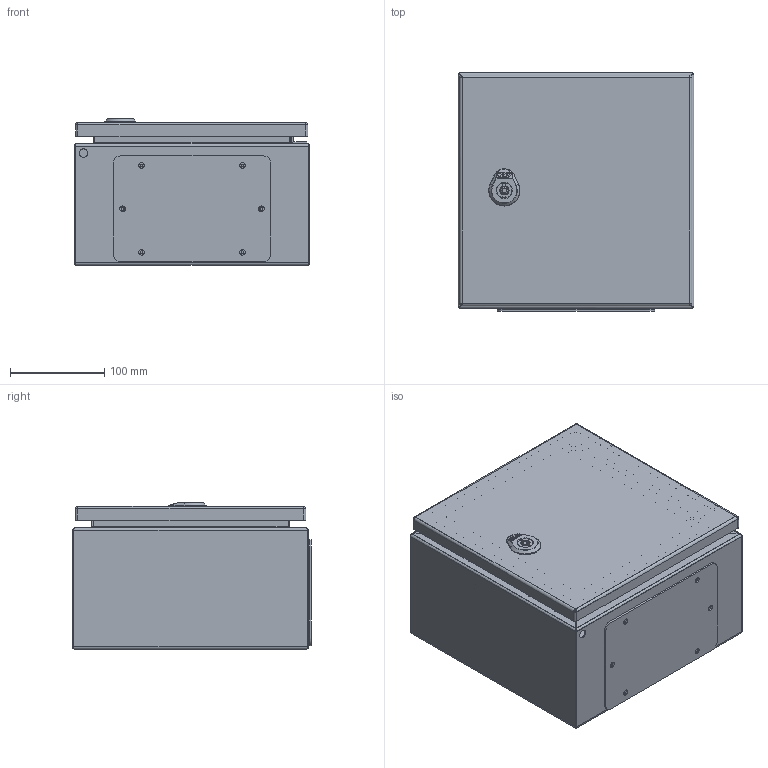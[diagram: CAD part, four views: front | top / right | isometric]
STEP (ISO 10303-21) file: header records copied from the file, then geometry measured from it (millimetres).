
FILE_DESCRIPTION(/* description */ (''),/* implementation_level */ '2;1');
FILE_NAME(/* name */ 'GN252515.stp',/* time_stamp */ '2020-04-21T09:19:41+02:00',/* author */ (''),/* organization */ (''),/* preprocessor_version */ 'ST-DEVELOPER v16.7',/* originating_system */ 'SIEMENS PLM Software NX 12.0',/* authorisation */ '');
FILE_SCHEMA (('AUTOMOTIVE_DESIGN { 1 0 10303 214 3 1 1 1 }'));
Products named in the file (8): CUERPO_ARGENTA_252515; TAPA_167X112; 500.P001-02-BISAGRA CUERPO ARGENTA_stp; PUERTA_2525; CIE LI DB5 1P PA_PA 22X35; ALZADOR PLACAS ARGENTA; PL2525; GN252515_stp
Assembly tree (11 placements, depth 2):
  GN252515_stp
    PL2525
    ALZADOR PLACAS ARGENTA  x4
    CIE LI DB5 1P PA_PA 22X35
    PUERTA_2525
    500.P001-02-BISAGRA CUERPO ARGENTA_stp  x2
    TAPA_167X112
    CUERPO_ARGENTA_252515
Bounding box: 250 x 253 x 155.65 mm (x, y, z)
Volume: 598467.8 mm3; surface area: 791745.9 mm2
Topology: 31 solids, 31 shells, 981 faces, 2394 edges, 1483 vertices
Faces by surface type: plane 460, cylinder 348, bspline 90, cone 35, torus 29, sphere 19
Full cylindrical faces by diameter (mm): 3 x14, 3.5 x7, 5 x2, 5.2 x8, 6 x6, 7 x5, 9 x13, 10 x1, 14 x1, 16.25 x1, 17 x4, 19.3 x1
Entity records: 62949 total; most frequent: CARTESIAN_POINT 40248, ORIENTED_EDGE 4200, DIRECTION 3978, EDGE_CURVE 2100, AXIS2_PLACEMENT_3D 1436, VERTEX_POINT 1328, LINE 1106, VECTOR 1106
